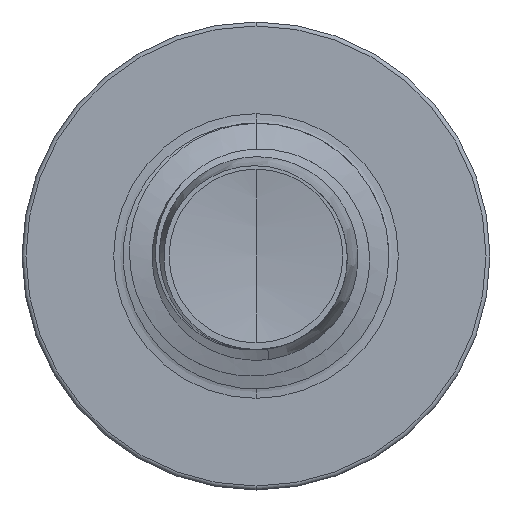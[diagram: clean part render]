
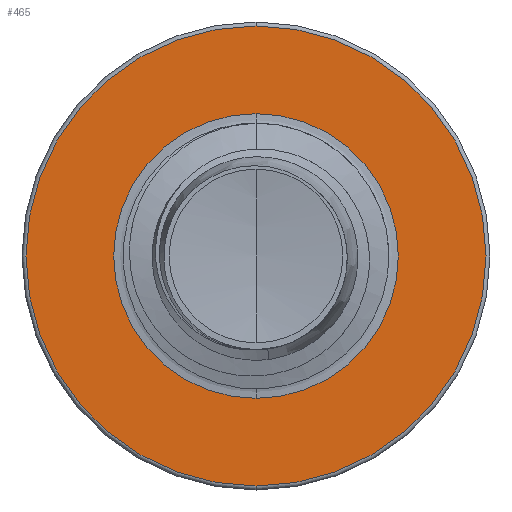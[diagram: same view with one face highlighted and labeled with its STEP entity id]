
A CAD part, front view. The second image highlights one B-rep face of the part: STEP entity #465.
In plain terms, the highlighted planar face has unit normal (0, -1, 0).
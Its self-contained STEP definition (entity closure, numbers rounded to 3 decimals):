
#135 = ORIENTED_EDGE ( 'NONE', *, *, #13017, .F. ) ;
#136 = VERTEX_POINT ( 'NONE', #3868 ) ;
#240 = DIRECTION ( 'NONE',  ( 0., 1., 0. ) ) ;
#465 = ADVANCED_FACE ( 'NONE', ( #5207, #8044 ), #5359, .F. ) ;
#692 = EDGE_CURVE ( 'NONE', #13992, #136, #4180, .T. ) ;
#1356 = VERTEX_POINT ( 'NONE', #11267 ) ;
#2326 = EDGE_LOOP ( 'NONE', ( #11012, #135 ) ) ;
#2377 = ORIENTED_EDGE ( 'NONE', *, *, #13277, .T. ) ;
#2646 = ORIENTED_EDGE ( 'NONE', *, *, #8299, .T. ) ;
#3409 = CARTESIAN_POINT ( 'NONE',  ( 0., 4., 4.325 ) ) ;
#3581 = CARTESIAN_POINT ( 'NONE',  ( 0., 4., 0. ) ) ;
#3868 = CARTESIAN_POINT ( 'NONE',  ( 0., 4., -4.325 ) ) ;
#4180 = CIRCLE ( 'NONE', #8670, 4.325 ) ;
#4241 = CARTESIAN_POINT ( 'NONE',  ( 0., 4., -2.677 ) ) ;
#4306 = DIRECTION ( 'NONE',  ( 0., 1., 0. ) ) ;
#4347 = AXIS2_PLACEMENT_3D ( 'NONE', #6444, #4306, #11896 ) ;
#4709 = DIRECTION ( 'NONE',  ( 0., 0., 1. ) ) ;
#5207 = FACE_OUTER_BOUND ( 'NONE', #2326, .T. ) ;
#5222 = DIRECTION ( 'NONE',  ( 0., 1., 0. ) ) ;
#5359 = PLANE ( 'NONE',  #4347 ) ;
#6024 = CARTESIAN_POINT ( 'NONE',  ( 0., 4., 0. ) ) ;
#6332 = EDGE_LOOP ( 'NONE', ( #2377, #2646 ) ) ;
#6444 = CARTESIAN_POINT ( 'NONE',  ( 0., 4., -2.677 ) ) ;
#6709 = CARTESIAN_POINT ( 'NONE',  ( 0., 4., 0. ) ) ;
#7078 = DIRECTION ( 'NONE',  ( 0., 0., 1. ) ) ;
#7326 = VERTEX_POINT ( 'NONE', #4241 ) ;
#7790 = DIRECTION ( 'NONE',  ( 0., 0., 1. ) ) ;
#8044 = FACE_BOUND ( 'NONE', #6332, .T. ) ;
#8299 = EDGE_CURVE ( 'NONE', #7326, #1356, #13942, .T. ) ;
#8542 = AXIS2_PLACEMENT_3D ( 'NONE', #11718, #5222, #12783 ) ;
#8670 = AXIS2_PLACEMENT_3D ( 'NONE', #6709, #240, #7790 ) ;
#9900 = CIRCLE ( 'NONE', #8542, 2.677 ) ;
#10939 = CIRCLE ( 'NONE', #13875, 4.325 ) ;
#11012 = ORIENTED_EDGE ( 'NONE', *, *, #692, .F. ) ;
#11213 = DIRECTION ( 'NONE',  ( 0., 1., 0. ) ) ;
#11267 = CARTESIAN_POINT ( 'NONE',  ( 0., 4., 2.677 ) ) ;
#11718 = CARTESIAN_POINT ( 'NONE',  ( 0., 4., 0. ) ) ;
#11896 = DIRECTION ( 'NONE',  ( 0., 0., 1. ) ) ;
#12783 = DIRECTION ( 'NONE',  ( 0., 0., 1. ) ) ;
#13017 = EDGE_CURVE ( 'NONE', #136, #13992, #10939, .T. ) ;
#13154 = AXIS2_PLACEMENT_3D ( 'NONE', #6024, #13535, #7078 ) ;
#13277 = EDGE_CURVE ( 'NONE', #1356, #7326, #9900, .T. ) ;
#13535 = DIRECTION ( 'NONE',  ( 0., 1., 0. ) ) ;
#13875 = AXIS2_PLACEMENT_3D ( 'NONE', #3581, #11213, #4709 ) ;
#13942 = CIRCLE ( 'NONE', #13154, 2.677 ) ;
#13992 = VERTEX_POINT ( 'NONE', #3409 ) ;
